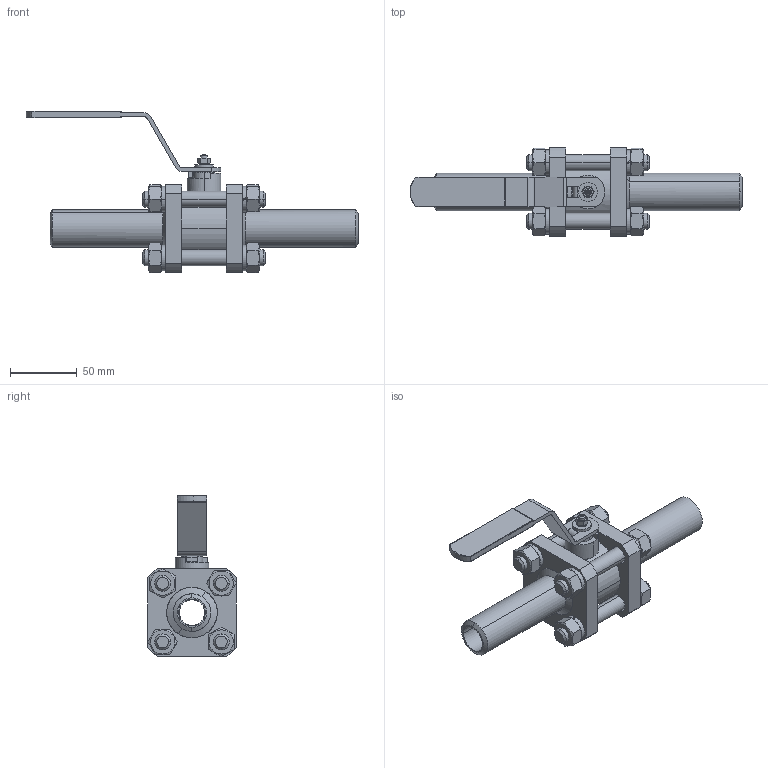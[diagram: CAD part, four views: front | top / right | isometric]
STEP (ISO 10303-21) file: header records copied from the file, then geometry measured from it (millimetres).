
FILE_DESCRIPTION((''),'2;1');
FILE_NAME('ÔÁ39 020 020 000.stp','2012-05-05T11:31:23',('Ãîíòàðåâ ÏÃ'),(''),'Autodesk Inventor 9','Autodesk Inventor 9','');
FILE_SCHEMA(('AUTOMOTIVE_DESIGN { 1 0 10303 214 1 1 1 1 }'));
Length unit declared in the file: millimetre
Products named in the file (1): 埡39 020 020 000
Bounding box: 247.96 x 66 x 120.64 mm (x, y, z)
Volume: 261398.5 mm3; surface area: 94529.9 mm2
Topology: 1 solids, 7 shells, 569 faces, 1519 edges, 965 vertices
Faces by surface type: plane 217, cylinder 208, cone 84, bspline 42, sphere 10, torus 8
Entity records: 18468 total; most frequent: CARTESIAN_POINT 4239, DIRECTION 3131, ORIENTED_EDGE 3016, EDGE_CURVE 1508, AXIS2_PLACEMENT_3D 1262, VERTEX_POINT 964, CIRCLE 646, EDGE_LOOP 626
